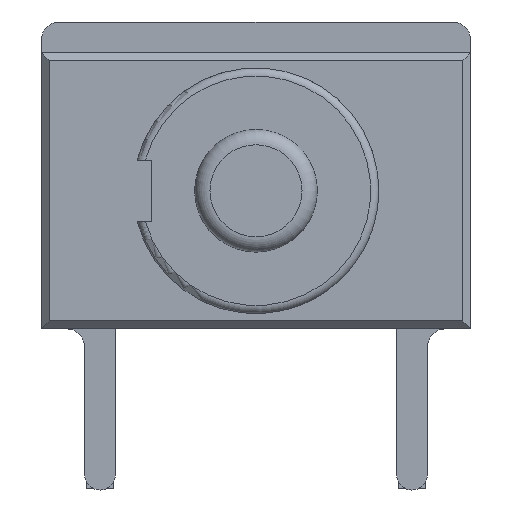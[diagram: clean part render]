
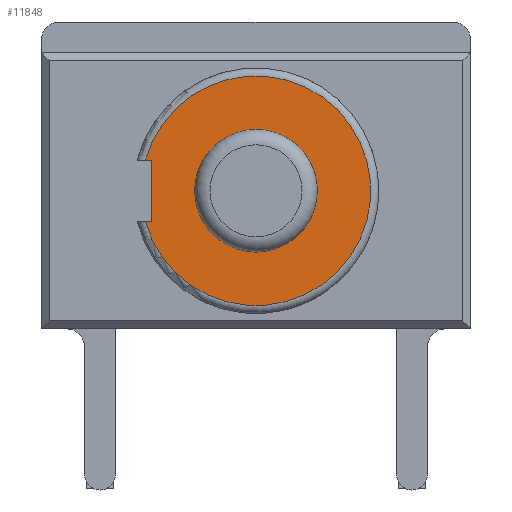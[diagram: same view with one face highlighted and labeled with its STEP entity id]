
A CAD part, front view. The second image highlights one B-rep face of the part: STEP entity #11848.
In plain terms, the highlighted planar face has unit normal (0, -1, 0).
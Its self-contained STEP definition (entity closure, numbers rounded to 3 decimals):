
#3794 = PLANE('',#3795);
#3795 = AXIS2_PLACEMENT_3D('',#3796,#3797,#3798);
#3796 = CARTESIAN_POINT('',(0.54,-7.65,1.77));
#3797 = DIRECTION('',(0.,0.,-1.));
#3798 = DIRECTION('',(1.,0.,0.));
#3822 = PLANE('',#3823);
#3823 = AXIS2_PLACEMENT_3D('',#3824,#3825,#3826);
#3824 = CARTESIAN_POINT('',(0.84,-7.65,1.77));
#3825 = DIRECTION('',(1.,0.,0.));
#3826 = DIRECTION('',(0.,-1.,0.));
#3850 = PLANE('',#3851);
#3851 = AXIS2_PLACEMENT_3D('',#3852,#3853,#3854);
#3852 = CARTESIAN_POINT('',(0.84,-7.65,2.77));
#3853 = DIRECTION('',(0.,0.,1.));
#3854 = DIRECTION('',(0.,1.,0.));
#8155 = EDGE_CURVE('',#8156,#8158,#8160,.T.);
#8156 = VERTEX_POINT('',#8157);
#8157 = CARTESIAN_POINT('',(0.738,-7.65,1.77));
#8158 = VERTEX_POINT('',#8159);
#8159 = CARTESIAN_POINT('',(0.84,-7.65,1.77));
#8160 = SURFACE_CURVE('',#8161,(#8165,#8172),.PCURVE_S1.);
#8161 = LINE('',#8162,#8163);
#8162 = CARTESIAN_POINT('',(0.738,-7.65,1.77));
#8163 = VECTOR('',#8164,1.);
#8164 = DIRECTION('',(1.,0.,0.));
#8165 = PCURVE('',#3794,#8166);
#8166 = DEFINITIONAL_REPRESENTATION('',(#8167),#8171);
#8167 = LINE('',#8168,#8169);
#8168 = CARTESIAN_POINT('',(0.198,0.));
#8169 = VECTOR('',#8170,1.);
#8170 = DIRECTION('',(1.,0.));
#8171 = ( GEOMETRIC_REPRESENTATION_CONTEXT(2) 
PARAMETRIC_REPRESENTATION_CONTEXT() REPRESENTATION_CONTEXT('2D SPACE',''
  ) );
#8172 = PCURVE('',#8173,#8178);
#8173 = PLANE('',#8174);
#8174 = AXIS2_PLACEMENT_3D('',#8175,#8176,#8177);
#8175 = CARTESIAN_POINT('',(2.54,-7.65,2.27));
#8176 = DIRECTION('',(0.,-1.,0.));
#8177 = DIRECTION('',(1.,0.,0.));
#8178 = DEFINITIONAL_REPRESENTATION('',(#8179),#8183);
#8179 = LINE('',#8180,#8181);
#8180 = CARTESIAN_POINT('',(-1.802,-0.5));
#8181 = VECTOR('',#8182,1.);
#8182 = DIRECTION('',(1.,0.));
#8183 = ( GEOMETRIC_REPRESENTATION_CONTEXT(2) 
PARAMETRIC_REPRESENTATION_CONTEXT() REPRESENTATION_CONTEXT('2D SPACE',''
  ) );
#8280 = TOROIDAL_SURFACE('',#8281,1.87,0.13);
#8281 = AXIS2_PLACEMENT_3D('',#8282,#8283,#8284);
#8282 = CARTESIAN_POINT('',(2.54,-7.52,2.27));
#8283 = DIRECTION('',(0.,-1.,0.));
#8284 = DIRECTION('',(-1.,0.,
    0.001));
#10065 = VERTEX_POINT('',#10066);
#10066 = CARTESIAN_POINT('',(0.84,-7.65,2.77));
#10087 = EDGE_CURVE('',#10065,#10088,#10090,.T.);
#10088 = VERTEX_POINT('',#10089);
#10089 = CARTESIAN_POINT('',(0.738,-7.65,2.77));
#10090 = SURFACE_CURVE('',#10091,(#10095,#10102),.PCURVE_S1.);
#10091 = LINE('',#10092,#10093);
#10092 = CARTESIAN_POINT('',(0.84,-7.65,2.77));
#10093 = VECTOR('',#10094,1.);
#10094 = DIRECTION('',(-1.,-0.,0.));
#10095 = PCURVE('',#3850,#10096);
#10096 = DEFINITIONAL_REPRESENTATION('',(#10097),#10101);
#10097 = LINE('',#10098,#10099);
#10098 = CARTESIAN_POINT('',(0.,-0.));
#10099 = VECTOR('',#10100,1.);
#10100 = DIRECTION('',(0.,1.));
#10101 = ( GEOMETRIC_REPRESENTATION_CONTEXT(2) 
PARAMETRIC_REPRESENTATION_CONTEXT() REPRESENTATION_CONTEXT('2D SPACE',''
  ) );
#10102 = PCURVE('',#8173,#10103);
#10103 = DEFINITIONAL_REPRESENTATION('',(#10104),#10108);
#10104 = LINE('',#10105,#10106);
#10105 = CARTESIAN_POINT('',(-1.7,0.5));
#10106 = VECTOR('',#10107,1.);
#10107 = DIRECTION('',(-1.,0.));
#10108 = ( GEOMETRIC_REPRESENTATION_CONTEXT(2) 
PARAMETRIC_REPRESENTATION_CONTEXT() REPRESENTATION_CONTEXT('2D SPACE',''
  ) );
#10238 = CYLINDRICAL_SURFACE('',#10239,1.);
#10239 = AXIS2_PLACEMENT_3D('',#10240,#10241,#10242);
#10240 = CARTESIAN_POINT('',(2.54,-5.45,2.27));
#10241 = DIRECTION('',(0.,1.,0.));
#10242 = DIRECTION('',(1.,0.,0.));
#11848 = ADVANCED_FACE('',(#11849,#11918),#8173,.T.);
#11849 = FACE_BOUND('',#11850,.T.);
#11850 = EDGE_LOOP('',(#11851,#11852,#11873,#11874));
#11851 = ORIENTED_EDGE('',*,*,#10087,.F.);
#11852 = ORIENTED_EDGE('',*,*,#11853,.F.);
#11853 = EDGE_CURVE('',#8158,#10065,#11854,.T.);
#11854 = SURFACE_CURVE('',#11855,(#11859,#11866),.PCURVE_S1.);
#11855 = LINE('',#11856,#11857);
#11856 = CARTESIAN_POINT('',(0.84,-7.65,1.77));
#11857 = VECTOR('',#11858,1.);
#11858 = DIRECTION('',(0.,0.,1.));
#11859 = PCURVE('',#8173,#11860);
#11860 = DEFINITIONAL_REPRESENTATION('',(#11861),#11865);
#11861 = LINE('',#11862,#11863);
#11862 = CARTESIAN_POINT('',(-1.7,-0.5));
#11863 = VECTOR('',#11864,1.);
#11864 = DIRECTION('',(0.,1.));
#11865 = ( GEOMETRIC_REPRESENTATION_CONTEXT(2) 
PARAMETRIC_REPRESENTATION_CONTEXT() REPRESENTATION_CONTEXT('2D SPACE',''
  ) );
#11866 = PCURVE('',#3822,#11867);
#11867 = DEFINITIONAL_REPRESENTATION('',(#11868),#11872);
#11868 = LINE('',#11869,#11870);
#11869 = CARTESIAN_POINT('',(0.,0.));
#11870 = VECTOR('',#11871,1.);
#11871 = DIRECTION('',(0.,-1.));
#11872 = ( GEOMETRIC_REPRESENTATION_CONTEXT(2) 
PARAMETRIC_REPRESENTATION_CONTEXT() REPRESENTATION_CONTEXT('2D SPACE',''
  ) );
#11873 = ORIENTED_EDGE('',*,*,#8155,.F.);
#11874 = ORIENTED_EDGE('',*,*,#11875,.T.);
#11875 = EDGE_CURVE('',#8156,#10088,#11876,.T.);
#11876 = SURFACE_CURVE('',#11877,(#11882,#11889),.PCURVE_S1.);
#11877 = CIRCLE('',#11878,1.87);
#11878 = AXIS2_PLACEMENT_3D('',#11879,#11880,#11881);
#11879 = CARTESIAN_POINT('',(2.54,-7.65,2.27));
#11880 = DIRECTION('',(0.,-1.,0.));
#11881 = DIRECTION('',(-0.964,0.,
    -0.267));
#11882 = PCURVE('',#8173,#11883);
#11883 = DEFINITIONAL_REPRESENTATION('',(#11884),#11888);
#11884 = CIRCLE('',#11885,1.87);
#11885 = AXIS2_PLACEMENT_2D('',#11886,#11887);
#11886 = CARTESIAN_POINT('',(0.,0.));
#11887 = DIRECTION('',(-0.964,-0.267));
#11888 = ( GEOMETRIC_REPRESENTATION_CONTEXT(2) 
PARAMETRIC_REPRESENTATION_CONTEXT() REPRESENTATION_CONTEXT('2D SPACE',''
  ) );
#11889 = PCURVE('',#8280,#11890);
#11890 = DEFINITIONAL_REPRESENTATION('',(#11891),#11917);
#11891 = B_SPLINE_CURVE_WITH_KNOTS('',3,(#11892,#11893,#11894,#11895,
    #11896,#11897,#11898,#11899,#11900,#11901,#11902,#11903,#11904,
    #11905,#11906,#11907,#11908,#11909,#11910,#11911,#11912,#11913,
    #11914,#11915,#11916),.UNSPECIFIED.,.F.,.F.,(4,1,1,1,1,1,1,1,1,1,1,1
    ,1,1,1,1,1,1,1,1,1,1,4),(0.,0.261,0.522,
    0.783,1.044,1.305,1.566,
    1.827,2.088,2.349,2.61,
    2.871,3.132,3.393,3.654,
    3.915,4.176,4.437,4.698,
    4.959,5.22,5.481,5.742),
  .QUASI_UNIFORM_KNOTS.);
#11892 = CARTESIAN_POINT('',(0.272,1.571));
#11893 = CARTESIAN_POINT('',(0.359,1.571));
#11894 = CARTESIAN_POINT('',(0.533,1.571));
#11895 = CARTESIAN_POINT('',(0.794,1.571));
#11896 = CARTESIAN_POINT('',(1.055,1.571));
#11897 = CARTESIAN_POINT('',(1.316,1.571));
#11898 = CARTESIAN_POINT('',(1.577,1.571));
#11899 = CARTESIAN_POINT('',(1.838,1.571));
#11900 = CARTESIAN_POINT('',(2.099,1.571));
#11901 = CARTESIAN_POINT('',(2.36,1.571));
#11902 = CARTESIAN_POINT('',(2.621,1.571));
#11903 = CARTESIAN_POINT('',(2.882,1.571));
#11904 = CARTESIAN_POINT('',(3.143,1.571));
#11905 = CARTESIAN_POINT('',(3.404,1.571));
#11906 = CARTESIAN_POINT('',(3.665,1.571));
#11907 = CARTESIAN_POINT('',(3.926,1.571));
#11908 = CARTESIAN_POINT('',(4.187,1.571));
#11909 = CARTESIAN_POINT('',(4.448,1.571));
#11910 = CARTESIAN_POINT('',(4.709,1.571));
#11911 = CARTESIAN_POINT('',(4.97,1.571));
#11912 = CARTESIAN_POINT('',(5.231,1.571));
#11913 = CARTESIAN_POINT('',(5.492,1.571));
#11914 = CARTESIAN_POINT('',(5.753,1.571));
#11915 = CARTESIAN_POINT('',(5.927,1.571));
#11916 = CARTESIAN_POINT('',(6.014,1.571));
#11917 = ( GEOMETRIC_REPRESENTATION_CONTEXT(2) 
PARAMETRIC_REPRESENTATION_CONTEXT() REPRESENTATION_CONTEXT('2D SPACE',''
  ) );
#11918 = FACE_BOUND('',#11919,.T.);
#11919 = EDGE_LOOP('',(#11920));
#11920 = ORIENTED_EDGE('',*,*,#11921,.F.);
#11921 = EDGE_CURVE('',#11922,#11922,#11924,.T.);
#11922 = VERTEX_POINT('',#11923);
#11923 = CARTESIAN_POINT('',(1.54,-7.65,2.27));
#11924 = SURFACE_CURVE('',#11925,(#11930,#11937),.PCURVE_S1.);
#11925 = CIRCLE('',#11926,1.);
#11926 = AXIS2_PLACEMENT_3D('',#11927,#11928,#11929);
#11927 = CARTESIAN_POINT('',(2.54,-7.65,2.27));
#11928 = DIRECTION('',(0.,-1.,0.));
#11929 = DIRECTION('',(-1.,-0.,0.));
#11930 = PCURVE('',#8173,#11931);
#11931 = DEFINITIONAL_REPRESENTATION('',(#11932),#11936);
#11932 = CIRCLE('',#11933,1.);
#11933 = AXIS2_PLACEMENT_2D('',#11934,#11935);
#11934 = CARTESIAN_POINT('',(0.,0.));
#11935 = DIRECTION('',(-1.,0.));
#11936 = ( GEOMETRIC_REPRESENTATION_CONTEXT(2) 
PARAMETRIC_REPRESENTATION_CONTEXT() REPRESENTATION_CONTEXT('2D SPACE',''
  ) );
#11937 = PCURVE('',#10238,#11938);
#11938 = DEFINITIONAL_REPRESENTATION('',(#11939),#11965);
#11939 = B_SPLINE_CURVE_WITH_KNOTS('',3,(#11940,#11941,#11942,#11943,
    #11944,#11945,#11946,#11947,#11948,#11949,#11950,#11951,#11952,
    #11953,#11954,#11955,#11956,#11957,#11958,#11959,#11960,#11961,
    #11962,#11963,#11964),.UNSPECIFIED.,.F.,.F.,(4,1,1,1,1,1,1,1,1,1,1,1
    ,1,1,1,1,1,1,1,1,1,1,4),(0.,0.286,0.571,
    0.857,1.142,1.428,1.714,
    1.999,2.285,2.57,2.856,
    3.142,3.427,3.713,3.998,
    4.284,4.57,4.855,5.141,
    5.426,5.712,5.998,6.283),
  .QUASI_UNIFORM_KNOTS.);
#11940 = CARTESIAN_POINT('',(9.425,-2.2));
#11941 = CARTESIAN_POINT('',(9.33,-2.2));
#11942 = CARTESIAN_POINT('',(9.139,-2.2));
#11943 = CARTESIAN_POINT('',(8.854,-2.2));
#11944 = CARTESIAN_POINT('',(8.568,-2.2));
#11945 = CARTESIAN_POINT('',(8.282,-2.2));
#11946 = CARTESIAN_POINT('',(7.997,-2.2));
#11947 = CARTESIAN_POINT('',(7.711,-2.2));
#11948 = CARTESIAN_POINT('',(7.426,-2.2));
#11949 = CARTESIAN_POINT('',(7.14,-2.2));
#11950 = CARTESIAN_POINT('',(6.854,-2.2));
#11951 = CARTESIAN_POINT('',(6.569,-2.2));
#11952 = CARTESIAN_POINT('',(6.283,-2.2));
#11953 = CARTESIAN_POINT('',(5.998,-2.2));
#11954 = CARTESIAN_POINT('',(5.712,-2.2));
#11955 = CARTESIAN_POINT('',(5.426,-2.2));
#11956 = CARTESIAN_POINT('',(5.141,-2.2));
#11957 = CARTESIAN_POINT('',(4.855,-2.2));
#11958 = CARTESIAN_POINT('',(4.57,-2.2));
#11959 = CARTESIAN_POINT('',(4.284,-2.2));
#11960 = CARTESIAN_POINT('',(3.998,-2.2));
#11961 = CARTESIAN_POINT('',(3.713,-2.2));
#11962 = CARTESIAN_POINT('',(3.427,-2.2));
#11963 = CARTESIAN_POINT('',(3.237,-2.2));
#11964 = CARTESIAN_POINT('',(3.142,-2.2));
#11965 = ( GEOMETRIC_REPRESENTATION_CONTEXT(2) 
PARAMETRIC_REPRESENTATION_CONTEXT() REPRESENTATION_CONTEXT('2D SPACE',''
  ) );
